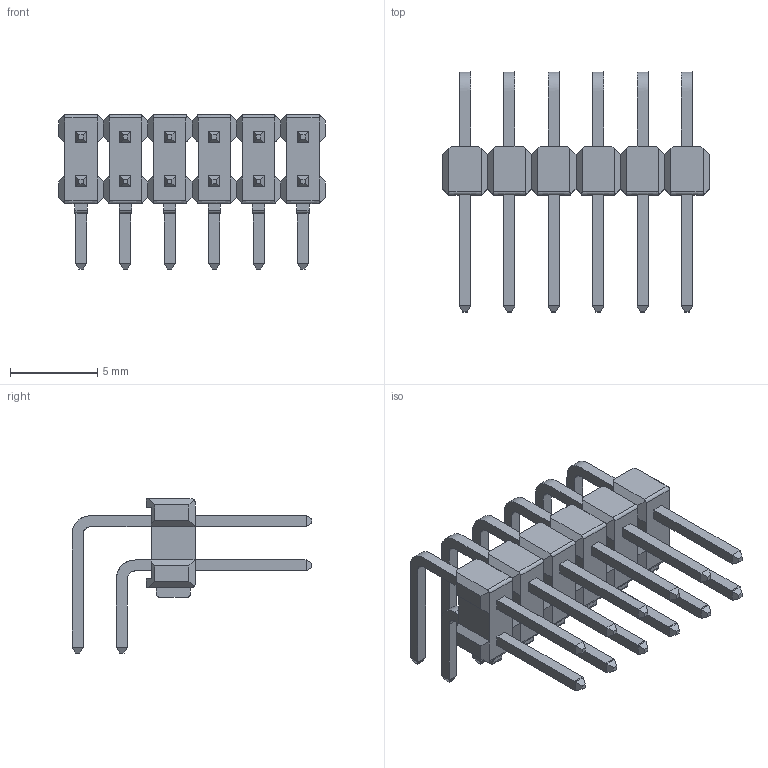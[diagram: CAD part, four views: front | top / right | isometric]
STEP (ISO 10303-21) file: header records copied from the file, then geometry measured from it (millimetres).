
FILE_DESCRIPTION(('FreeCAD Model'),'2;1');
FILE_NAME( 'Pin_Header_Angled_2x6.step', '2018-07-06T09:52:13',('kicad StepUp'),('ksu MCAD'), 'Open CASCADE STEP processor 6.8','FreeCAD','Unknown');
FILE_SCHEMA(('AUTOMOTIVE_DESIGN_CC2 { 1 2 10303 214 -1 1 5 4 }'));
Length unit declared in the file: millimetre
Products named in the file (1): Pin_Header_Angled_2x6
Bounding box: 15.24 x 13.74 x 8.83 mm (x, y, z)
Volume: 244 mm3; surface area: 893.3 mm2
Topology: 1 solids, 1 shells, 466 faces, 1202 edges, 716 vertices
Faces by surface type: plane 376, bspline 90
Entity records: 19243 total; most frequent: CARTESIAN_POINT 7475, ORIENTED_EDGE 2440, EDGE_CURVE 1202, B_SPLINE_CURVE_WITH_KNOTS 1076, DIRECTION 772, VERTEX_POINT 716, FACE_BOUND 496, EDGE_LOOP 496
